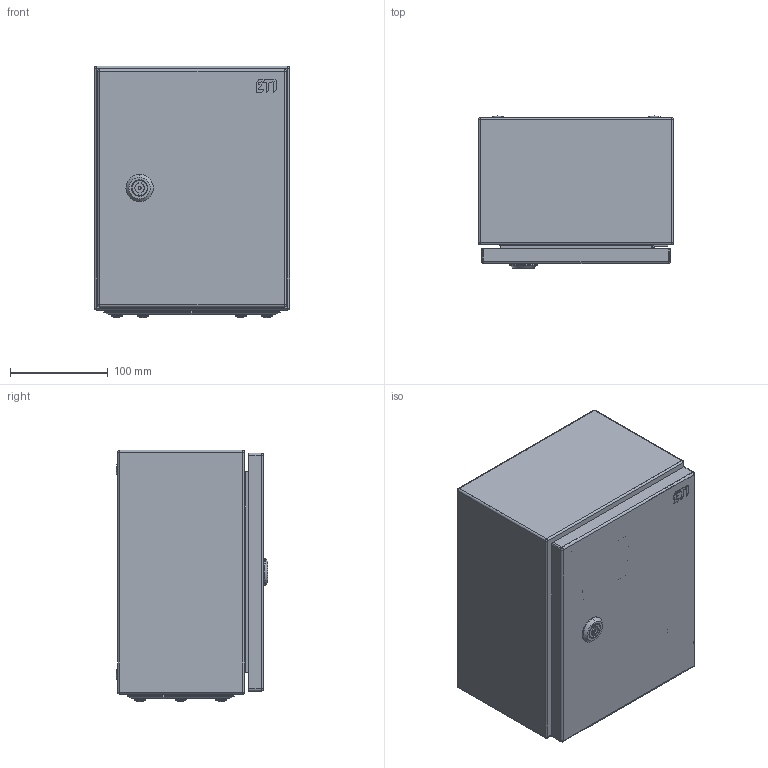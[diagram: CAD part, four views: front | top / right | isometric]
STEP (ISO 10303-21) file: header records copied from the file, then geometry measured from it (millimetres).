
FILE_DESCRIPTION((''),'2;1');
FILE_NAME('ASM0104A_ASM_1_ASM','2021-11-04T',('marketing.praksa'),('Audax d.o.o.'),'CREO PARAMETRIC BY PTC INC, 2017480','CREO PARAMETRIC BY PTC INC, 2017480','');
FILE_SCHEMA(('AUTOMOTIVE_DESIGN { 1 0 10303 214 1 1 1 1 }'));
Products named in the file (33): PRT0055_1_1_2_1_1; PRT0055_1_1_2_2_1; PRT0055_1_1_2_3_1; PRT0055_1_1_2_4_1; PRT0055_1_1_2_5_1; PRT0055_1_1_2_6_1; KOR_GT_25-20-15_1_1_1_1_1_1; PRZEPUST_1_1_1_1_1_1_1; ZAWIAS_1_1_1_1_1_1_1; TULEJA_1_1_1_1_1_1_1; PLYTA_1_1_1_1_1_1_1; NAKRETKA_M8_1_1_1_1_1_1_1; ZASLEPKA_10_1_1_1_1_1_1; DRZWI_1_1_1_1_1_1_1_1; DRZWI_2_1_1_1_1_1_1_1; ZAWIAS_3_ST47_002_ELEMENT-34__3; ZAWIAS_3_ST47_002_ELEMENT-34__4; DRZWI_3_1_1_1_1_1_1_1; 1_EB_1000-U6_H__KORPUS_1_1_1__2; 1_EB_1000-U6_H__WK_ADKA_1_1_1_3; 1_EB_1000-U6_H__SRUBA_1_1_1_1_3; DRZWI_4_1_1_1_1_1_1_1; 1_EB_1000-U6_H__NAKR_TKA_1_1__2; DRZWI_5_1_1_1_1_1_1_1; ANSI_B27_7M_3CMI-4-34387_1_1__2; DRZWI_6_1_1_1_1_1_1_1; DRZWI_7_1_1_1_1_1_1_1; ANSI_B27_7M_3CMI-4-34390_1_1__2; DRZWI_8_1_1_1_1_1_1_1; ETI_LOGO_1_1_1_1_1_1_1_1_1_1_1_; ETI_LOGO_2_1_1_1_1_1_1_1_1_1_1_; ETI_LOGO_3_1_1_1_1_1_1_1_1_1_1_; ASM0104A_ASM_1_ASM
Assembly tree (42 placements, depth 2):
  ASM0104A_ASM_1_ASM
    PRT0055_1_1_2_1_1
    PRT0055_1_1_2_2_1
    PRT0055_1_1_2_3_1
    PRT0055_1_1_2_4_1
    PRT0055_1_1_2_5_1
    PRT0055_1_1_2_6_1
    KOR_GT_25-20-15_1_1_1_1_1_1
    PRZEPUST_1_1_1_1_1_1_1
    ZAWIAS_1_1_1_1_1_1_1  x2
    TULEJA_1_1_1_1_1_1_1  x4
    PLYTA_1_1_1_1_1_1_1
    NAKRETKA_M8_1_1_1_1_1_1_1  x4
    ZASLEPKA_10_1_1_1_1_1_1  x4
    DRZWI_1_1_1_1_1_1_1_1
    DRZWI_2_1_1_1_1_1_1_1
    ZAWIAS_3_ST47_002_ELEMENT-34__3
    ZAWIAS_3_ST47_002_ELEMENT-34__4
    DRZWI_3_1_1_1_1_1_1_1
    1_EB_1000-U6_H__KORPUS_1_1_1__2
    1_EB_1000-U6_H__WK_ADKA_1_1_1_3
    1_EB_1000-U6_H__SRUBA_1_1_1_1_3
    DRZWI_4_1_1_1_1_1_1_1
    1_EB_1000-U6_H__NAKR_TKA_1_1__2
    DRZWI_5_1_1_1_1_1_1_1
    ANSI_B27_7M_3CMI-4-34387_1_1__2
    DRZWI_6_1_1_1_1_1_1_1
    DRZWI_7_1_1_1_1_1_1_1
    ANSI_B27_7M_3CMI-4-34390_1_1__2
    DRZWI_8_1_1_1_1_1_1_1
    ETI_LOGO_1_1_1_1_1_1_1_1_1_1_1_
    ETI_LOGO_2_1_1_1_1_1_1_1_1_1_1_
    ETI_LOGO_3_1_1_1_1_1_1_1_1_1_1_
Bounding box: 200 x 155.73 x 257.94 mm (x, y, z)
Volume: 517315.6 mm3; surface area: 674277.3 mm2
Topology: 42 solids, 42 shells, 2299 faces, 6318 edges, 4213 vertices
Faces by surface type: plane 1032, cylinder 808, extrusion 136, cone 116, torus 100, bspline 65, sphere 42
Entity records: 89436 total; most frequent: CARTESIAN_POINT 16154, DIRECTION 9193, ORIENTED_EDGE 9162, PRESENTATION_STYLE_ASSIGNMENT 6519, STYLED_ITEM 6519, CURVE_STYLE 4717, EDGE_CURVE 4581, AXIS2_PLACEMENT_3D 3308
